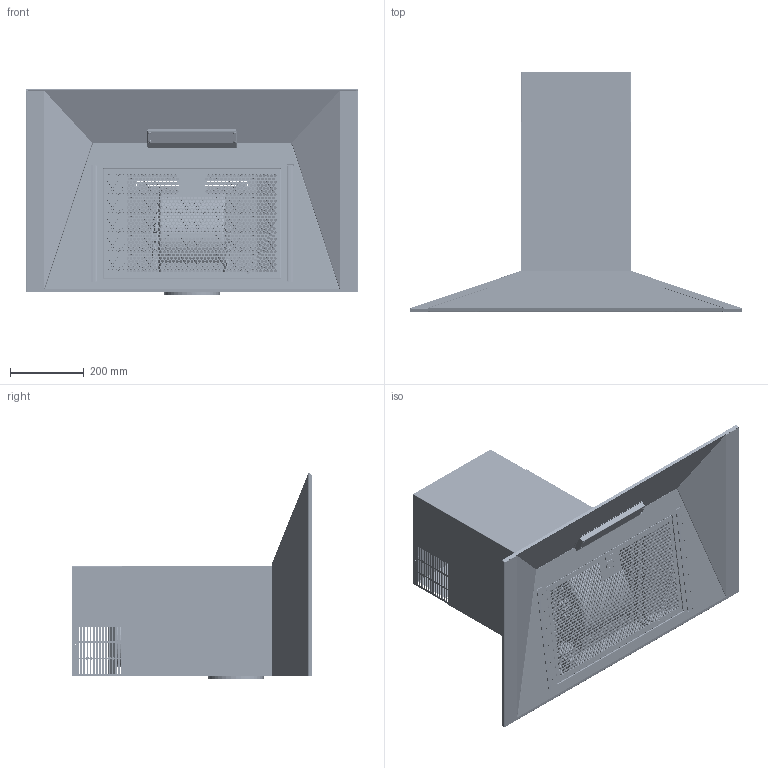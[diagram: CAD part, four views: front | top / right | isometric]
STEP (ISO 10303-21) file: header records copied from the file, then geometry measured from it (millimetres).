
FILE_DESCRIPTION (( 'STEP AP214' ), '1' );
FILE_NAME ('SLTC97_03102014.STEP', '2017-05-29T12:24:20', ( 'sirius' ), ( '' ), 'SwSTEP 2.0', 'SolidWorks 2016', '' );
FILE_SCHEMA (( 'AUTOMOTIVE_DESIGN' ));
Length unit declared in the file: millimetre
Products named in the file (1): SLTC97_03102014
Bounding box: 897.99 x 650 x 557.23 mm (x, y, z)
Surface area: 4811708.6 mm2 (no closed solid volume)
Topology: 0 solids, 167 shells, 3890 faces, 14435 edges, 10524 vertices
Faces by surface type: cylinder 3133, plane 654, cone 57, torus 20, bspline 16, sphere 10
Entity records: 204410 total; most frequent: CARTESIAN_POINT 33667, DIRECTION 29339, ORIENTED_EDGE 21726, EDGE_CURVE 14433, AXIS2_PLACEMENT_3D 11530, VERTEX_POINT 10524, CIRCLE 7655, LINE 6279
